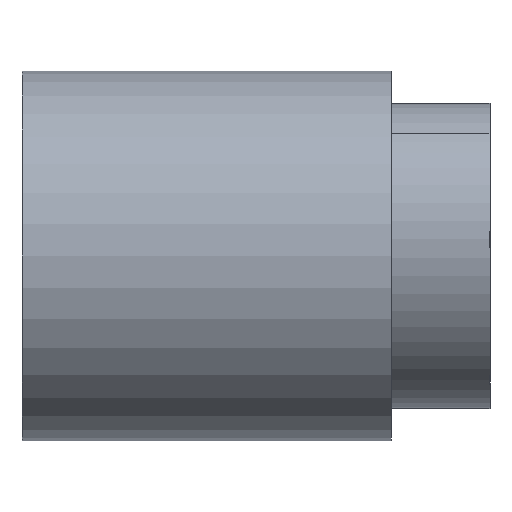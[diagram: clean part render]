
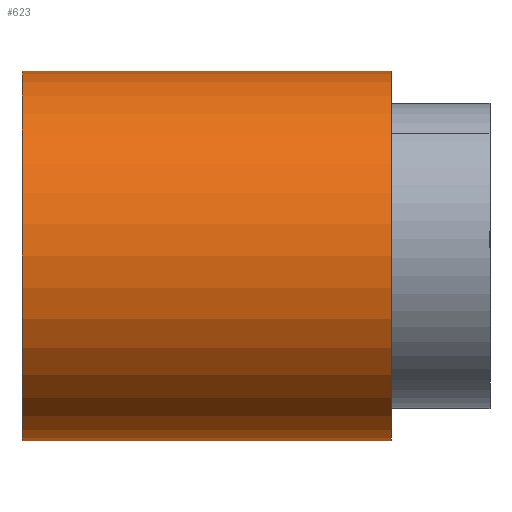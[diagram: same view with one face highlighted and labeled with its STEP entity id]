
A CAD part, left-side view. The second image highlights one B-rep face of the part: STEP entity #623.
In plain terms, the highlighted cylindrical face has radius 15 mm (diameter 30 mm), a partial arc.
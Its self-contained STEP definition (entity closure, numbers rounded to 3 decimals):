
#6 = VERTEX_POINT ( 'NONE', #50 ) ;
#25 = CARTESIAN_POINT ( 'NONE',  ( 0.736, 8., -67.175 ) ) ;
#26 = LINE ( 'NONE', #676, #693 ) ;
#50 = CARTESIAN_POINT ( 'NONE',  ( 0.736, 38., -67.175 ) ) ;
#93 = ORIENTED_EDGE ( 'NONE', *, *, #338, .F. ) ;
#111 = CYLINDRICAL_SURFACE ( 'NONE', #172, 15. ) ;
#123 = CARTESIAN_POINT ( 'NONE',  ( 0.736, 8., -52.175 ) ) ;
#125 = AXIS2_PLACEMENT_3D ( 'NONE', #259, #210, #529 ) ;
#159 = CARTESIAN_POINT ( 'NONE',  ( 0.736, 38., -67.175 ) ) ;
#165 = EDGE_CURVE ( 'NONE', #340, #459, #194, .T. ) ;
#172 = AXIS2_PLACEMENT_3D ( 'NONE', #701, #705, #436 ) ;
#194 = CIRCLE ( 'NONE', #535, 15. ) ;
#210 = DIRECTION ( 'NONE',  ( 0., 1., 0. ) ) ;
#213 = FACE_OUTER_BOUND ( 'NONE', #385, .T. ) ;
#239 = EDGE_CURVE ( 'NONE', #240, #459, #26, .T. ) ;
#240 = VERTEX_POINT ( 'NONE', #458 ) ;
#259 = CARTESIAN_POINT ( 'NONE',  ( 0.736, 38., -52.175 ) ) ;
#299 = ORIENTED_EDGE ( 'NONE', *, *, #239, .F. ) ;
#338 = EDGE_CURVE ( 'NONE', #6, #240, #565, .T. ) ;
#340 = VERTEX_POINT ( 'NONE', #25 ) ;
#344 = DIRECTION ( 'NONE',  ( 0., 1., 0. ) ) ;
#360 = ORIENTED_EDGE ( 'NONE', *, *, #165, .T. ) ;
#378 = ORIENTED_EDGE ( 'NONE', *, *, #414, .T. ) ;
#385 = EDGE_LOOP ( 'NONE', ( #299, #93, #378, #360 ) ) ;
#414 = EDGE_CURVE ( 'NONE', #6, #340, #674, .T. ) ;
#436 = DIRECTION ( 'NONE',  ( 0., 0., -1. ) ) ;
#458 = CARTESIAN_POINT ( 'NONE',  ( 0.736, 38., -37.175 ) ) ;
#459 = VERTEX_POINT ( 'NONE', #580 ) ;
#490 = VECTOR ( 'NONE', #647, 1000. ) ;
#529 = DIRECTION ( 'NONE',  ( 0., 0., 1. ) ) ;
#535 = AXIS2_PLACEMENT_3D ( 'NONE', #123, #344, #660 ) ;
#565 = CIRCLE ( 'NONE', #125, 15. ) ;
#580 = CARTESIAN_POINT ( 'NONE',  ( 0.736, 8., -37.175 ) ) ;
#616 = DIRECTION ( 'NONE',  ( 0., -1., 0. ) ) ;
#623 = ADVANCED_FACE ( 'NONE', ( #213 ), #111, .T. ) ;
#647 = DIRECTION ( 'NONE',  ( 0., -1., 0. ) ) ;
#660 = DIRECTION ( 'NONE',  ( 0., 0., 1. ) ) ;
#674 = LINE ( 'NONE', #159, #490 ) ;
#676 = CARTESIAN_POINT ( 'NONE',  ( 0.736, 38., -37.175 ) ) ;
#693 = VECTOR ( 'NONE', #616, 1000. ) ;
#701 = CARTESIAN_POINT ( 'NONE',  ( 0.736, 38., -52.175 ) ) ;
#705 = DIRECTION ( 'NONE',  ( 0., -1., 0. ) ) ;
